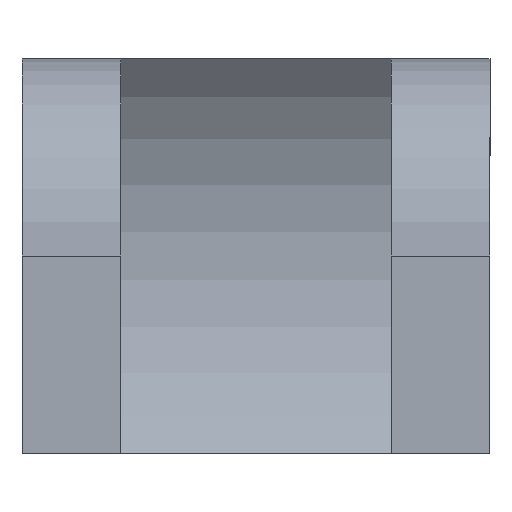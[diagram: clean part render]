
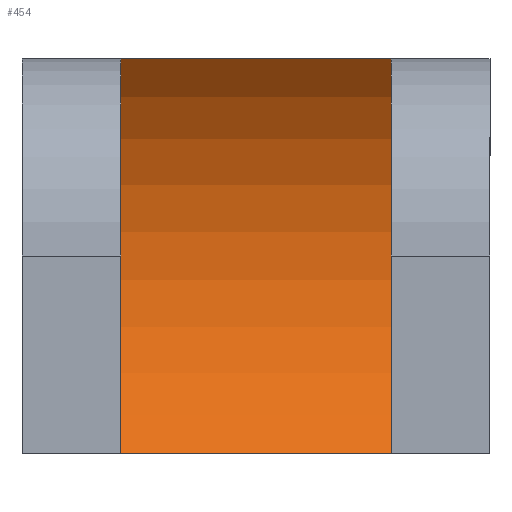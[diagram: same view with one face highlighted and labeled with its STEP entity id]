
A CAD part, front view. The second image highlights one B-rep face of the part: STEP entity #454.
In plain terms, the highlighted cylindrical face has radius 12 mm (diameter 24 mm), a partial arc.
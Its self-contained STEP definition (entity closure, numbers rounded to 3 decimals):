
#32 = PLANE('',#33);
#33 = AXIS2_PLACEMENT_3D('',#34,#35,#36);
#34 = CARTESIAN_POINT('',(0.,0.,16.));
#35 = DIRECTION('',(0.,0.,1.));
#36 = DIRECTION('',(-1.,0.,0.));
#166 = VERTEX_POINT('',#167);
#167 = CARTESIAN_POINT('',(-15.,8.944,16.));
#180 = PLANE('',#181);
#181 = AXIS2_PLACEMENT_3D('',#182,#183,#184);
#182 = CARTESIAN_POINT('',(-15.,0.,8.));
#183 = DIRECTION('',(-1.,0.,0.));
#184 = DIRECTION('',(0.,0.,1.));
#191 = EDGE_CURVE('',#192,#166,#194,.T.);
#192 = VERTEX_POINT('',#193);
#193 = CARTESIAN_POINT('',(-4.,8.944,16.));
#194 = SURFACE_CURVE('',#195,(#199,#205),.PCURVE_S1.);
#195 = LINE('',#196,#197);
#196 = CARTESIAN_POINT('',(-4.,8.944,16.));
#197 = VECTOR('',#198,1.);
#198 = DIRECTION('',(-1.,0.,0.));
#199 = PCURVE('',#32,#200);
#200 = DEFINITIONAL_REPRESENTATION('',(#201),#204);
#201 = B_SPLINE_CURVE_WITH_KNOTS('',1,(#202,#203),.UNSPECIFIED.,.F.,.F.,
  (2,2),(0.,11.),.PIECEWISE_BEZIER_KNOTS.);
#202 = CARTESIAN_POINT('',(4.,-8.944));
#203 = CARTESIAN_POINT('',(15.,-8.944));
#204 = ( GEOMETRIC_REPRESENTATION_CONTEXT(2) 
PARAMETRIC_REPRESENTATION_CONTEXT() REPRESENTATION_CONTEXT('2D SPACE',''
  ) );
#205 = PCURVE('',#206,#211);
#206 = CYLINDRICAL_SURFACE('',#207,12.);
#207 = AXIS2_PLACEMENT_3D('',#208,#209,#210);
#208 = CARTESIAN_POINT('',(-4.,0.,8.));
#209 = DIRECTION('',(-1.,0.,0.));
#210 = DIRECTION('',(0.,0.,1.));
#211 = DEFINITIONAL_REPRESENTATION('',(#212),#215);
#212 = B_SPLINE_CURVE_WITH_KNOTS('',1,(#213,#214),.UNSPECIFIED.,.F.,.F.,
  (2,2),(0.,11.),.PIECEWISE_BEZIER_KNOTS.);
#213 = CARTESIAN_POINT('',(0.841,0.));
#214 = CARTESIAN_POINT('',(0.841,11.));
#215 = ( GEOMETRIC_REPRESENTATION_CONTEXT(2) 
PARAMETRIC_REPRESENTATION_CONTEXT() REPRESENTATION_CONTEXT('2D SPACE',''
  ) );
#230 = PLANE('',#231);
#231 = AXIS2_PLACEMENT_3D('',#232,#233,#234);
#232 = CARTESIAN_POINT('',(-4.,0.,8.));
#233 = DIRECTION('',(-1.,0.,0.));
#234 = DIRECTION('',(0.,0.,1.));
#328 = EDGE_CURVE('',#192,#329,#331,.T.);
#329 = VERTEX_POINT('',#330);
#330 = CARTESIAN_POINT('',(-4.,8.944,0.));
#331 = SURFACE_CURVE('',#332,(#337,#344),.PCURVE_S1.);
#332 = CIRCLE('',#333,12.);
#333 = AXIS2_PLACEMENT_3D('',#334,#335,#336);
#334 = CARTESIAN_POINT('',(-4.,0.,8.));
#335 = DIRECTION('',(-1.,0.,0.));
#336 = DIRECTION('',(0.,0.,1.));
#337 = PCURVE('',#230,#338);
#338 = DEFINITIONAL_REPRESENTATION('',(#339),#343);
#339 = CIRCLE('',#340,12.);
#340 = AXIS2_PLACEMENT_2D('',#341,#342);
#341 = CARTESIAN_POINT('',(0.,0.));
#342 = DIRECTION('',(1.,0.));
#343 = ( GEOMETRIC_REPRESENTATION_CONTEXT(2) 
PARAMETRIC_REPRESENTATION_CONTEXT() REPRESENTATION_CONTEXT('2D SPACE',''
  ) );
#344 = PCURVE('',#206,#345);
#345 = DEFINITIONAL_REPRESENTATION('',(#346),#350);
#346 = LINE('',#347,#348);
#347 = CARTESIAN_POINT('',(0.,0.));
#348 = VECTOR('',#349,1.);
#349 = DIRECTION('',(1.,0.));
#350 = ( GEOMETRIC_REPRESENTATION_CONTEXT(2) 
PARAMETRIC_REPRESENTATION_CONTEXT() REPRESENTATION_CONTEXT('2D SPACE',''
  ) );
#367 = PLANE('',#368);
#368 = AXIS2_PLACEMENT_3D('',#369,#370,#371);
#369 = CARTESIAN_POINT('',(0.,-8.,0.));
#370 = DIRECTION('',(0.,0.,1.));
#371 = DIRECTION('',(-1.,0.,0.));
#454 = ADVANCED_FACE('',(#455),#206,.F.);
#455 = FACE_BOUND('',#456,.F.);
#456 = EDGE_LOOP('',(#457,#481,#482,#483));
#457 = ORIENTED_EDGE('',*,*,#458,.F.);
#458 = EDGE_CURVE('',#166,#459,#461,.T.);
#459 = VERTEX_POINT('',#460);
#460 = CARTESIAN_POINT('',(-15.,8.944,0.));
#461 = SURFACE_CURVE('',#462,(#467,#474),.PCURVE_S1.);
#462 = CIRCLE('',#463,12.);
#463 = AXIS2_PLACEMENT_3D('',#464,#465,#466);
#464 = CARTESIAN_POINT('',(-15.,0.,8.));
#465 = DIRECTION('',(-1.,0.,0.));
#466 = DIRECTION('',(0.,0.,1.));
#467 = PCURVE('',#206,#468);
#468 = DEFINITIONAL_REPRESENTATION('',(#469),#473);
#469 = LINE('',#470,#471);
#470 = CARTESIAN_POINT('',(0.,11.));
#471 = VECTOR('',#472,1.);
#472 = DIRECTION('',(1.,0.));
#473 = ( GEOMETRIC_REPRESENTATION_CONTEXT(2) 
PARAMETRIC_REPRESENTATION_CONTEXT() REPRESENTATION_CONTEXT('2D SPACE',''
  ) );
#474 = PCURVE('',#180,#475);
#475 = DEFINITIONAL_REPRESENTATION('',(#476),#480);
#476 = CIRCLE('',#477,12.);
#477 = AXIS2_PLACEMENT_2D('',#478,#479);
#478 = CARTESIAN_POINT('',(0.,0.));
#479 = DIRECTION('',(1.,0.));
#480 = ( GEOMETRIC_REPRESENTATION_CONTEXT(2) 
PARAMETRIC_REPRESENTATION_CONTEXT() REPRESENTATION_CONTEXT('2D SPACE',''
  ) );
#481 = ORIENTED_EDGE('',*,*,#191,.F.);
#482 = ORIENTED_EDGE('',*,*,#328,.T.);
#483 = ORIENTED_EDGE('',*,*,#484,.T.);
#484 = EDGE_CURVE('',#329,#459,#485,.T.);
#485 = SURFACE_CURVE('',#486,(#490,#496),.PCURVE_S1.);
#486 = LINE('',#487,#488);
#487 = CARTESIAN_POINT('',(-4.,8.944,0.));
#488 = VECTOR('',#489,1.);
#489 = DIRECTION('',(-1.,0.,0.));
#490 = PCURVE('',#206,#491);
#491 = DEFINITIONAL_REPRESENTATION('',(#492),#495);
#492 = B_SPLINE_CURVE_WITH_KNOTS('',1,(#493,#494),.UNSPECIFIED.,.F.,.F.,
  (2,2),(0.,11.),.PIECEWISE_BEZIER_KNOTS.);
#493 = CARTESIAN_POINT('',(2.301,0.));
#494 = CARTESIAN_POINT('',(2.301,11.));
#495 = ( GEOMETRIC_REPRESENTATION_CONTEXT(2) 
PARAMETRIC_REPRESENTATION_CONTEXT() REPRESENTATION_CONTEXT('2D SPACE',''
  ) );
#496 = PCURVE('',#367,#497);
#497 = DEFINITIONAL_REPRESENTATION('',(#498),#501);
#498 = B_SPLINE_CURVE_WITH_KNOTS('',1,(#499,#500),.UNSPECIFIED.,.F.,.F.,
  (2,2),(0.,11.),.PIECEWISE_BEZIER_KNOTS.);
#499 = CARTESIAN_POINT('',(4.,-16.944));
#500 = CARTESIAN_POINT('',(15.,-16.944));
#501 = ( GEOMETRIC_REPRESENTATION_CONTEXT(2) 
PARAMETRIC_REPRESENTATION_CONTEXT() REPRESENTATION_CONTEXT('2D SPACE',''
  ) );
